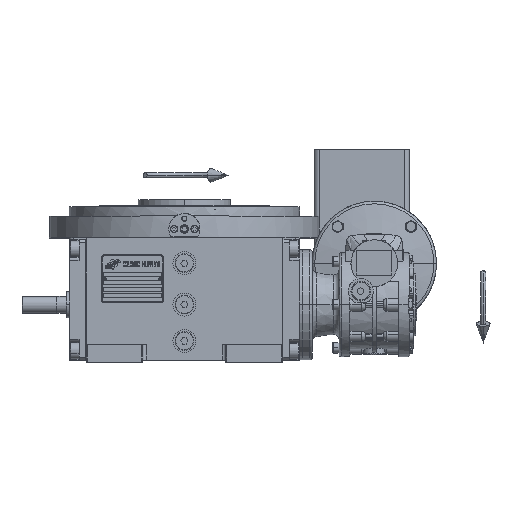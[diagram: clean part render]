
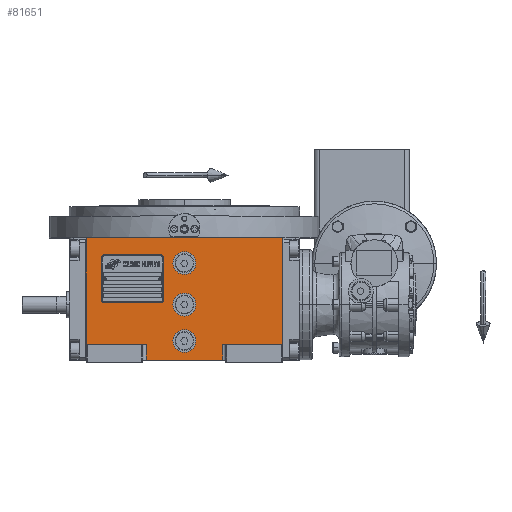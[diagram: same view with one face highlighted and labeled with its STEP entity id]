
A CAD part, top view. The second image highlights one B-rep face of the part: STEP entity #81651.
In plain terms, the highlighted planar face has unit normal (0, 0, 1).
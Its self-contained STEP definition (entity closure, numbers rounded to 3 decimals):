
#379 = DIRECTION ( 'NONE',  ( 0., 0., 1. ) ) ;
#1695 = DIRECTION ( 'NONE',  ( 0., 1., 0. ) ) ;
#3109 = CARTESIAN_POINT ( 'NONE',  ( 37., -38.5, 163.5 ) ) ;
#3126 = EDGE_CURVE ( 'NONE', #65942, #98082, #27553, .T. ) ;
#5832 = CARTESIAN_POINT ( 'NONE',  ( -94.5, -38.5, 163.5 ) ) ;
#6645 = VERTEX_POINT ( 'NONE', #105256 ) ;
#8364 = VERTEX_POINT ( 'NONE', #22006 ) ;
#9469 = ORIENTED_EDGE ( 'NONE', *, *, #91510, .F. ) ;
#10497 = CARTESIAN_POINT ( 'NONE',  ( -94.5, -38.5, 163.5 ) ) ;
#11622 = DIRECTION ( 'NONE',  ( 0., 1., 0. ) ) ;
#12544 = AXIS2_PLACEMENT_3D ( 'NONE', #114142, #105433, #62879 ) ;
#13482 = EDGE_CURVE ( 'NONE', #52162, #47302, #92023, .T. ) ;
#14469 = ORIENTED_EDGE ( 'NONE', *, *, #101573, .T. ) ;
#14786 = VECTOR ( 'NONE', #24720, 1000. ) ;
#14964 = CARTESIAN_POINT ( 'NONE',  ( 0., 0., 163.5 ) ) ;
#16101 = CARTESIAN_POINT ( 'NONE',  ( -94.5, -53.5, 163.5 ) ) ;
#16176 = CARTESIAN_POINT ( 'NONE',  ( 94.5, -38.5, 163.5 ) ) ;
#16730 = EDGE_CURVE ( 'NONE', #65942, #8364, #105109, .T. ) ;
#16854 = DIRECTION ( 'NONE',  ( 1., 0., 0. ) ) ;
#17722 = DIRECTION ( 'NONE',  ( 0., 0., 1. ) ) ;
#18330 = VERTEX_POINT ( 'NONE', #33356 ) ;
#18386 = DIRECTION ( 'NONE',  ( -1., 0., 0. ) ) ;
#20054 = CIRCLE ( 'NONE', #12544, 11. ) ;
#21920 = ORIENTED_EDGE ( 'NONE', *, *, #66875, .F. ) ;
#22006 = CARTESIAN_POINT ( 'NONE',  ( 94.5, -38.5, 163.5 ) ) ;
#22952 = AXIS2_PLACEMENT_3D ( 'NONE', #46900, #82462, #18386 ) ;
#24619 = VERTEX_POINT ( 'NONE', #37180 ) ;
#24720 = DIRECTION ( 'NONE',  ( 1., 0., 0. ) ) ;
#24782 = VERTEX_POINT ( 'NONE', #58102 ) ;
#25924 = EDGE_CURVE ( 'NONE', #18330, #86260, #104111, .T. ) ;
#26054 = CARTESIAN_POINT ( 'NONE',  ( 0., -35., 163.5 ) ) ;
#27553 = LINE ( 'NONE', #46190, #103739 ) ;
#31472 = ORIENTED_EDGE ( 'NONE', *, *, #16730, .T. ) ;
#33356 = CARTESIAN_POINT ( 'NONE',  ( 11., 0., 163.5 ) ) ;
#33938 = DIRECTION ( 'NONE',  ( 1., 0., 0. ) ) ;
#35319 = EDGE_CURVE ( 'NONE', #24782, #101426, #39691, .T. ) ;
#35443 = CIRCLE ( 'NONE', #111700, 11. ) ;
#35713 = DIRECTION ( 'NONE',  ( 0., -1., 0. ) ) ;
#37134 = ORIENTED_EDGE ( 'NONE', *, *, #78455, .F. ) ;
#37180 = CARTESIAN_POINT ( 'NONE',  ( -37., -53.5, 163.5 ) ) ;
#37397 = DIRECTION ( 'NONE',  ( 1., 0., 0. ) ) ;
#38347 = CARTESIAN_POINT ( 'NONE',  ( -94.5, -38.5, 163.5 ) ) ;
#39488 = DIRECTION ( 'NONE',  ( 0., 0., 1. ) ) ;
#39691 = CIRCLE ( 'NONE', #22952, 11. ) ;
#41953 = EDGE_CURVE ( 'NONE', #86260, #18330, #20054, .T. ) ;
#42297 = EDGE_LOOP ( 'NONE', ( #14469, #45968, #31472, #109618, #58923, #114481, #91423, #21920 ) ) ;
#42520 = DIRECTION ( 'NONE',  ( 1., 0., 0. ) ) ;
#42563 = ORIENTED_EDGE ( 'NONE', *, *, #25924, .F. ) ;
#45968 = ORIENTED_EDGE ( 'NONE', *, *, #3126, .F. ) ;
#45985 = LINE ( 'NONE', #81545, #105872 ) ;
#46190 = CARTESIAN_POINT ( 'NONE',  ( 37., -38.5, 163.5 ) ) ;
#46588 = CARTESIAN_POINT ( 'NONE',  ( 11., 40., 163.5 ) ) ;
#46900 = CARTESIAN_POINT ( 'NONE',  ( 0., -35., 163.5 ) ) ;
#47302 = VERTEX_POINT ( 'NONE', #74276 ) ;
#48283 = AXIS2_PLACEMENT_3D ( 'NONE', #14964, #39488, #68583 ) ;
#51311 = AXIS2_PLACEMENT_3D ( 'NONE', #16101, #78453, #76168 ) ;
#52162 = VERTEX_POINT ( 'NONE', #38347 ) ;
#52192 = FACE_BOUND ( 'NONE', #74411, .T. ) ;
#52778 = VECTOR ( 'NONE', #112302, 1000. ) ;
#57345 = ORIENTED_EDGE ( 'NONE', *, *, #41953, .F. ) ;
#58102 = CARTESIAN_POINT ( 'NONE',  ( -11., -35., 163.5 ) ) ;
#58923 = ORIENTED_EDGE ( 'NONE', *, *, #65545, .F. ) ;
#59019 = LINE ( 'NONE', #85263, #104098 ) ;
#60960 = FACE_BOUND ( 'NONE', #72282, .T. ) ;
#62879 = DIRECTION ( 'NONE',  ( -1., 0., 0. ) ) ;
#65545 = EDGE_CURVE ( 'NONE', #47302, #67671, #78626, .T. ) ;
#65942 = VERTEX_POINT ( 'NONE', #3109 ) ;
#66875 = EDGE_CURVE ( 'NONE', #24619, #113452, #45985, .T. ) ;
#67485 = CIRCLE ( 'NONE', #110208, 11. ) ;
#67671 = VERTEX_POINT ( 'NONE', #70492 ) ;
#67777 = CIRCLE ( 'NONE', #102858, 11. ) ;
#68583 = DIRECTION ( 'NONE',  ( 1., 0., 0. ) ) ;
#69762 = DIRECTION ( 'NONE',  ( 1., 0., 0. ) ) ;
#70492 = CARTESIAN_POINT ( 'NONE',  ( 94.5, 64.5, 163.5 ) ) ;
#72282 = EDGE_LOOP ( 'NONE', ( #37134, #9469 ) ) ;
#73620 = ORIENTED_EDGE ( 'NONE', *, *, #111325, .F. ) ;
#74276 = CARTESIAN_POINT ( 'NONE',  ( -94.5, 64.5, 163.5 ) ) ;
#74411 = EDGE_LOOP ( 'NONE', ( #73620, #105493 ) ) ;
#75089 = EDGE_CURVE ( 'NONE', #52162, #113452, #87962, .T. ) ;
#75353 = EDGE_LOOP ( 'NONE', ( #42563, #57345 ) ) ;
#76168 = DIRECTION ( 'NONE',  ( 1., 0., 0. ) ) ;
#78453 = DIRECTION ( 'NONE',  ( 0., 0., 1. ) ) ;
#78455 = EDGE_CURVE ( 'NONE', #105774, #6645, #67485, .T. ) ;
#78626 = LINE ( 'NONE', #114120, #90772 ) ;
#79930 = CARTESIAN_POINT ( 'NONE',  ( 37., -53.5, 163.5 ) ) ;
#80096 = CARTESIAN_POINT ( 'NONE',  ( 0., 40., 163.5 ) ) ;
#81545 = CARTESIAN_POINT ( 'NONE',  ( -37., -53.5, 163.5 ) ) ;
#81651 = ADVANCED_FACE ( 'NONE', ( #94761, #52192, #60960, #96482 ), #111672, .T. ) ;
#82462 = DIRECTION ( 'NONE',  ( 0., 0., 1. ) ) ;
#82563 = CARTESIAN_POINT ( 'NONE',  ( -11., 0., 163.5 ) ) ;
#85263 = CARTESIAN_POINT ( 'NONE',  ( -37., -53.5, 163.5 ) ) ;
#86260 = VERTEX_POINT ( 'NONE', #82563 ) ;
#87962 = LINE ( 'NONE', #5832, #95001 ) ;
#90772 = VECTOR ( 'NONE', #16854, 1000. ) ;
#91423 = ORIENTED_EDGE ( 'NONE', *, *, #75089, .T. ) ;
#91510 = EDGE_CURVE ( 'NONE', #6645, #105774, #35443, .T. ) ;
#92023 = LINE ( 'NONE', #10497, #101522 ) ;
#94761 = FACE_BOUND ( 'NONE', #75353, .T. ) ;
#95001 = VECTOR ( 'NONE', #42520, 1000. ) ;
#95974 = LINE ( 'NONE', #16176, #52778 ) ;
#96482 = FACE_OUTER_BOUND ( 'NONE', #42297, .T. ) ;
#96959 = DIRECTION ( 'NONE',  ( -1., 0., 0. ) ) ;
#98082 = VERTEX_POINT ( 'NONE', #79930 ) ;
#98590 = DIRECTION ( 'NONE',  ( 0., 0., 1. ) ) ;
#99157 = CARTESIAN_POINT ( 'NONE',  ( 0., 40., 163.5 ) ) ;
#101015 = CARTESIAN_POINT ( 'NONE',  ( 11., -35., 163.5 ) ) ;
#101426 = VERTEX_POINT ( 'NONE', #101015 ) ;
#101522 = VECTOR ( 'NONE', #11622, 1000. ) ;
#101573 = EDGE_CURVE ( 'NONE', #24619, #98082, #59019, .T. ) ;
#102858 = AXIS2_PLACEMENT_3D ( 'NONE', #26054, #379, #69762 ) ;
#103739 = VECTOR ( 'NONE', #35713, 1000. ) ;
#104098 = VECTOR ( 'NONE', #33938, 1000. ) ;
#104111 = CIRCLE ( 'NONE', #48283, 11. ) ;
#104537 = CARTESIAN_POINT ( 'NONE',  ( 37., -38.5, 163.5 ) ) ;
#105109 = LINE ( 'NONE', #104537, #14786 ) ;
#105256 = CARTESIAN_POINT ( 'NONE',  ( -11., 40., 163.5 ) ) ;
#105433 = DIRECTION ( 'NONE',  ( 0., 0., 1. ) ) ;
#105493 = ORIENTED_EDGE ( 'NONE', *, *, #35319, .F. ) ;
#105774 = VERTEX_POINT ( 'NONE', #46588 ) ;
#105872 = VECTOR ( 'NONE', #1695, 1000. ) ;
#109618 = ORIENTED_EDGE ( 'NONE', *, *, #111159, .T. ) ;
#110208 = AXIS2_PLACEMENT_3D ( 'NONE', #99157, #98590, #37397 ) ;
#111159 = EDGE_CURVE ( 'NONE', #8364, #67671, #95974, .T. ) ;
#111325 = EDGE_CURVE ( 'NONE', #101426, #24782, #67777, .T. ) ;
#111482 = CARTESIAN_POINT ( 'NONE',  ( -37., -38.5, 163.5 ) ) ;
#111672 = PLANE ( 'NONE',  #51311 ) ;
#111700 = AXIS2_PLACEMENT_3D ( 'NONE', #80096, #17722, #96959 ) ;
#112302 = DIRECTION ( 'NONE',  ( 0., 1., 0. ) ) ;
#113452 = VERTEX_POINT ( 'NONE', #111482 ) ;
#114120 = CARTESIAN_POINT ( 'NONE',  ( -94.5, 64.5, 163.5 ) ) ;
#114142 = CARTESIAN_POINT ( 'NONE',  ( 0., 0., 163.5 ) ) ;
#114481 = ORIENTED_EDGE ( 'NONE', *, *, #13482, .F. ) ;
